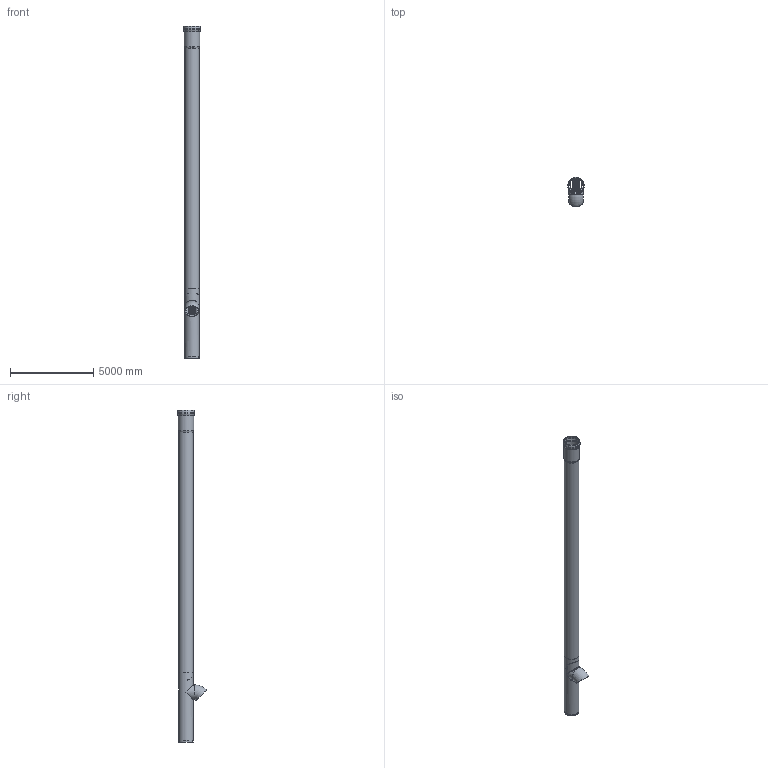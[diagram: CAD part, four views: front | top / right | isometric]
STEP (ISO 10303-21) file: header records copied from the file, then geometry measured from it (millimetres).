
FILE_DESCRIPTION(/* description */ (''),/* implementation_level */ '2;1');
FILE_NAME(/* name */ '05537.080X_3D.stp',/* time_stamp */ '2024-12-11T14:16:56+01:00',/* author */ ('CAD'),/* organization */ (''),/* preprocessor_version */ 'ST-DEVELOPER v20',/* originating_system */ 'AutoCAD Mechanical',/* authorisation */ '');
FILE_SCHEMA (('AUTOMOTIVE_DESIGN { 1 0 10303 214 3 1 1 }'));
Length unit declared in the file: centimetre
Products named in the file (2): Product; *S0
Assembly tree (1 placements, depth 2):
  Product
    *S0
Bounding box: 1022 x 1749.93 x 20000 mm (x, y, z)
Volume: 914432590.6 mm3; surface area: 114646704.5 mm2
Topology: 5 solids, 5 shells, 244 faces, 626 edges, 376 vertices
Faces by surface type: plane 165, cylinder 47, bspline 13, torus 12, cone 7
Full cylindrical faces by diameter (mm): 858 x3, 890 x3, 920 x1, 952 x1, 1022 x1
Entity records: 8609 total; most frequent: CARTESIAN_POINT 2628, DIRECTION 1237, ORIENTED_EDGE 1230, EDGE_CURVE 615, LINE 451, VECTOR 451, AXIS2_PLACEMENT_3D 393, VERTEX_POINT 370
